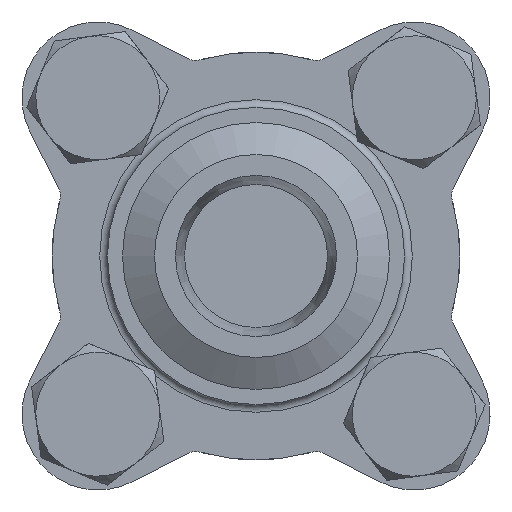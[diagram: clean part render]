
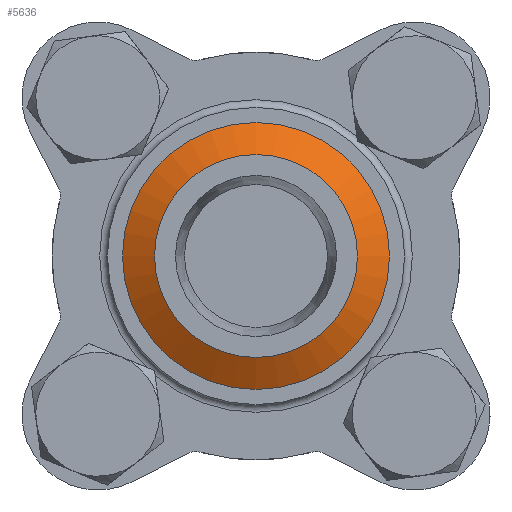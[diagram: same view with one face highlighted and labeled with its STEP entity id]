
A CAD part, left-side view. The second image highlights one B-rep face of the part: STEP entity #5636.
In plain terms, the highlighted conical face has half-angle 60 degrees and reference radius 10.65 mm.
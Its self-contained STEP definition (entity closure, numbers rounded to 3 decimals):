
#479=CONICAL_SURFACE('',#6192,10.65,1.047);
#2504=ORIENTED_EDGE('',*,*,#3463,.F.);
#2505=ORIENTED_EDGE('',*,*,#3462,.T.);
#3462=EDGE_CURVE('',#4062,#4062,#4360,.T.);
#3463=EDGE_CURVE('',#4063,#4063,#4361,.T.);
#4062=VERTEX_POINT('',#12700);
#4063=VERTEX_POINT('',#12703);
#4360=CIRCLE('',#6191,10.65);
#4361=CIRCLE('',#6193,14.);
#4757=EDGE_LOOP('',(#2504));
#4758=EDGE_LOOP('',(#2505));
#5183=FACE_BOUND('',#4757,.T.);
#5184=FACE_BOUND('',#4758,.T.);
#5636=ADVANCED_FACE('',(#5183,#5184),#479,.T.);
#6191=AXIS2_PLACEMENT_3D('',#12699,#7486,#7487);
#6192=AXIS2_PLACEMENT_3D('',#12701,#7488,#7489);
#6193=AXIS2_PLACEMENT_3D('',#12702,#7490,#7491);
#7486=DIRECTION('',(-1.,0.,0.));
#7487=DIRECTION('',(0.,0.,1.));
#7488=DIRECTION('',(-1.,0.,0.));
#7489=DIRECTION('',(0.,0.,1.));
#7490=DIRECTION('',(-1.,0.,0.));
#7491=DIRECTION('',(0.,0.,1.));
#12699=CARTESIAN_POINT('',(18.003,0.,0.));
#12700=CARTESIAN_POINT('',(18.003,0.,10.65));
#12701=CARTESIAN_POINT('',(18.003,0.,0.));
#12702=CARTESIAN_POINT('',(16.069,0.,0.));
#12703=CARTESIAN_POINT('',(16.069,0.,14.));
